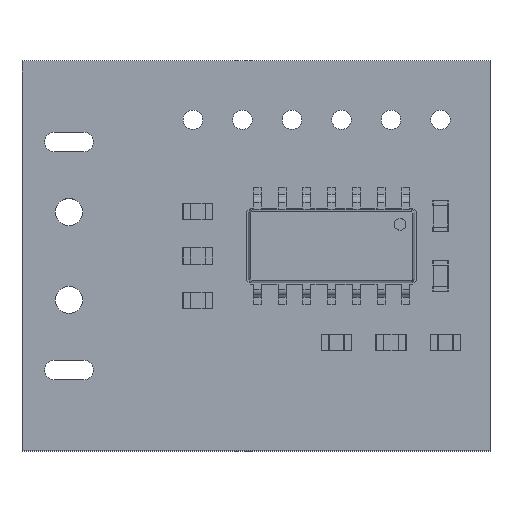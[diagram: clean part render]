
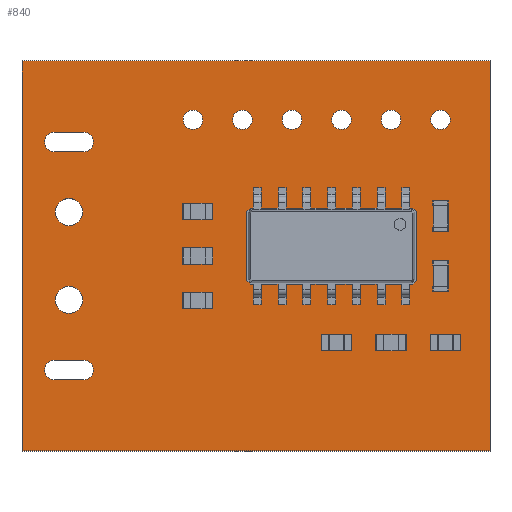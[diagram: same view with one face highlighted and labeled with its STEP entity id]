
A CAD part, top view. The second image highlights one B-rep face of the part: STEP entity #840.
In plain terms, the highlighted planar face has unit normal (0, 0, 1).
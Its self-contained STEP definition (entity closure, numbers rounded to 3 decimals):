
#69 = VERTEX_POINT('',#70);
#70 = CARTESIAN_POINT('',(130.175,-73.5,0.));
#87 = VERTEX_POINT('',#88);
#88 = CARTESIAN_POINT('',(130.175,-53.5,0.));
#94 = EDGE_CURVE('',#69,#87,#95,.T.);
#95 = LINE('',#96,#97);
#96 = CARTESIAN_POINT('',(130.175,-73.5,0.));
#97 = VECTOR('',#98,1.);
#98 = DIRECTION('',(0.,1.,0.));
#109 = VERTEX_POINT('',#110);
#110 = CARTESIAN_POINT('',(154.175,-73.5,0.));
#125 = EDGE_CURVE('',#109,#69,#126,.T.);
#126 = LINE('',#127,#128);
#127 = CARTESIAN_POINT('',(154.175,-73.5,0.));
#128 = VECTOR('',#129,1.);
#129 = DIRECTION('',(-1.,0.,0.));
#149 = VERTEX_POINT('',#150);
#150 = CARTESIAN_POINT('',(154.175,-53.5,0.));
#156 = EDGE_CURVE('',#87,#149,#157,.T.);
#157 = LINE('',#158,#159);
#158 = CARTESIAN_POINT('',(130.175,-53.5,0.));
#159 = VECTOR('',#160,1.);
#160 = DIRECTION('',(1.,0.,0.));
#178 = EDGE_CURVE('',#149,#109,#179,.T.);
#179 = LINE('',#180,#181);
#180 = CARTESIAN_POINT('',(154.175,-53.5,0.));
#181 = VECTOR('',#182,1.);
#182 = DIRECTION('',(0.,-1.,0.));
#193 = VERTEX_POINT('',#194);
#194 = CARTESIAN_POINT('',(149.598,-56.515,0.));
#210 = EDGE_CURVE('',#193,#193,#211,.T.);
#211 = CIRCLE('',#212,0.5);
#212 = AXIS2_PLACEMENT_3D('',#213,#214,#215);
#213 = CARTESIAN_POINT('',(149.098,-56.515,0.));
#214 = DIRECTION('',(0.,0.,1.));
#215 = DIRECTION('',(1.,0.,0.));
#226 = VERTEX_POINT('',#227);
#227 = CARTESIAN_POINT('',(147.058,-56.515,0.));
#243 = EDGE_CURVE('',#226,#226,#244,.T.);
#244 = CIRCLE('',#245,0.5);
#245 = AXIS2_PLACEMENT_3D('',#246,#247,#248);
#246 = CARTESIAN_POINT('',(146.558,-56.515,0.));
#247 = DIRECTION('',(0.,0.,1.));
#248 = DIRECTION('',(1.,0.,0.));
#259 = VERTEX_POINT('',#260);
#260 = CARTESIAN_POINT('',(139.438,-56.515,0.));
#276 = EDGE_CURVE('',#259,#259,#277,.T.);
#277 = CIRCLE('',#278,0.5);
#278 = AXIS2_PLACEMENT_3D('',#279,#280,#281);
#279 = CARTESIAN_POINT('',(138.938,-56.515,0.));
#280 = DIRECTION('',(0.,0.,1.));
#281 = DIRECTION('',(1.,0.,0.));
#292 = VERTEX_POINT('',#293);
#293 = CARTESIAN_POINT('',(141.978,-56.515,0.));
#309 = EDGE_CURVE('',#292,#292,#310,.T.);
#310 = CIRCLE('',#311,0.5);
#311 = AXIS2_PLACEMENT_3D('',#312,#313,#314);
#312 = CARTESIAN_POINT('',(141.478,-56.515,0.));
#313 = DIRECTION('',(0.,0.,1.));
#314 = DIRECTION('',(1.,0.,0.));
#325 = VERTEX_POINT('',#326);
#326 = CARTESIAN_POINT('',(144.518,-56.515,0.));
#342 = EDGE_CURVE('',#325,#325,#343,.T.);
#343 = CIRCLE('',#344,0.5);
#344 = AXIS2_PLACEMENT_3D('',#345,#346,#347);
#345 = CARTESIAN_POINT('',(144.018,-56.515,0.));
#346 = DIRECTION('',(0.,0.,1.));
#347 = DIRECTION('',(1.,0.,0.));
#358 = VERTEX_POINT('',#359);
#359 = CARTESIAN_POINT('',(133.838,-69.35,0.));
#377 = VERTEX_POINT('',#378);
#378 = CARTESIAN_POINT('',(133.338,-68.85,0.));
#384 = EDGE_CURVE('',#358,#377,#385,.T.);
#385 = CIRCLE('',#386,0.5);
#386 = AXIS2_PLACEMENT_3D('',#387,#388,#389);
#387 = CARTESIAN_POINT('',(133.338,-69.35,0.));
#388 = DIRECTION('',(0.,0.,1.));
#389 = DIRECTION('',(1.,0.,0.));
#400 = VERTEX_POINT('',#401);
#401 = CARTESIAN_POINT('',(133.338,-69.85,0.));
#417 = EDGE_CURVE('',#400,#358,#418,.T.);
#418 = CIRCLE('',#419,0.5);
#419 = AXIS2_PLACEMENT_3D('',#420,#421,#422);
#420 = CARTESIAN_POINT('',(133.338,-69.35,0.));
#421 = DIRECTION('',(0.,0.,1.));
#422 = DIRECTION('',(0.,-1.,0.));
#442 = VERTEX_POINT('',#443);
#443 = CARTESIAN_POINT('',(131.838,-68.85,0.));
#449 = EDGE_CURVE('',#377,#442,#450,.T.);
#450 = LINE('',#451,#452);
#451 = CARTESIAN_POINT('',(133.338,-68.85,0.));
#452 = VECTOR('',#453,1.);
#453 = DIRECTION('',(-1.,0.,0.));
#464 = VERTEX_POINT('',#465);
#465 = CARTESIAN_POINT('',(131.838,-69.85,0.));
#480 = EDGE_CURVE('',#464,#400,#481,.T.);
#481 = LINE('',#482,#483);
#482 = CARTESIAN_POINT('',(131.838,-69.85,0.));
#483 = VECTOR('',#484,1.);
#484 = DIRECTION('',(1.,0.,0.));
#505 = VERTEX_POINT('',#506);
#506 = CARTESIAN_POINT('',(131.338,-69.35,0.));
#512 = EDGE_CURVE('',#442,#505,#513,.T.);
#513 = CIRCLE('',#514,0.5);
#514 = AXIS2_PLACEMENT_3D('',#515,#516,#517);
#515 = CARTESIAN_POINT('',(131.838,-69.35,0.));
#516 = DIRECTION('',(0.,0.,1.));
#517 = DIRECTION('',(0.,1.,0.));
#536 = EDGE_CURVE('',#505,#464,#537,.T.);
#537 = CIRCLE('',#538,0.5);
#538 = AXIS2_PLACEMENT_3D('',#539,#540,#541);
#539 = CARTESIAN_POINT('',(131.838,-69.35,0.));
#540 = DIRECTION('',(0.,0.,1.));
#541 = DIRECTION('',(-1.,0.,0.));
#552 = VERTEX_POINT('',#553);
#553 = CARTESIAN_POINT('',(133.288,-65.75,0.));
#569 = EDGE_CURVE('',#552,#552,#570,.T.);
#570 = CIRCLE('',#571,0.7);
#571 = AXIS2_PLACEMENT_3D('',#572,#573,#574);
#572 = CARTESIAN_POINT('',(132.588,-65.75,0.));
#573 = DIRECTION('',(0.,0.,1.));
#574 = DIRECTION('',(1.,0.,0.));
#585 = VERTEX_POINT('',#586);
#586 = CARTESIAN_POINT('',(131.838,-57.15,0.));
#604 = VERTEX_POINT('',#605);
#605 = CARTESIAN_POINT('',(131.338,-57.65,0.));
#611 = EDGE_CURVE('',#585,#604,#612,.T.);
#612 = CIRCLE('',#613,0.5);
#613 = AXIS2_PLACEMENT_3D('',#614,#615,#616);
#614 = CARTESIAN_POINT('',(131.838,-57.65,0.));
#615 = DIRECTION('',(0.,0.,1.));
#616 = DIRECTION('',(0.,1.,0.));
#627 = VERTEX_POINT('',#628);
#628 = CARTESIAN_POINT('',(133.338,-57.15,0.));
#643 = EDGE_CURVE('',#627,#585,#644,.T.);
#644 = LINE('',#645,#646);
#645 = CARTESIAN_POINT('',(133.338,-57.15,0.));
#646 = VECTOR('',#647,1.);
#647 = DIRECTION('',(-1.,0.,0.));
#668 = VERTEX_POINT('',#669);
#669 = CARTESIAN_POINT('',(131.838,-58.15,0.));
#675 = EDGE_CURVE('',#604,#668,#676,.T.);
#676 = CIRCLE('',#677,0.5);
#677 = AXIS2_PLACEMENT_3D('',#678,#679,#680);
#678 = CARTESIAN_POINT('',(131.838,-57.65,0.));
#679 = DIRECTION('',(0.,0.,1.));
#680 = DIRECTION('',(-1.,0.,0.));
#691 = VERTEX_POINT('',#692);
#692 = CARTESIAN_POINT('',(133.838,-57.65,0.));
#708 = EDGE_CURVE('',#691,#627,#709,.T.);
#709 = CIRCLE('',#710,0.5);
#710 = AXIS2_PLACEMENT_3D('',#711,#712,#713);
#711 = CARTESIAN_POINT('',(133.338,-57.65,0.));
#712 = DIRECTION('',(0.,0.,1.));
#713 = DIRECTION('',(1.,0.,0.));
#733 = VERTEX_POINT('',#734);
#734 = CARTESIAN_POINT('',(133.338,-58.15,0.));
#740 = EDGE_CURVE('',#668,#733,#741,.T.);
#741 = LINE('',#742,#743);
#742 = CARTESIAN_POINT('',(131.838,-58.15,0.));
#743 = VECTOR('',#744,1.);
#744 = DIRECTION('',(1.,0.,0.));
#763 = EDGE_CURVE('',#733,#691,#764,.T.);
#764 = CIRCLE('',#765,0.5);
#765 = AXIS2_PLACEMENT_3D('',#766,#767,#768);
#766 = CARTESIAN_POINT('',(133.338,-57.65,0.));
#767 = DIRECTION('',(0.,0.,1.));
#768 = DIRECTION('',(0.,-1.,0.));
#779 = VERTEX_POINT('',#780);
#780 = CARTESIAN_POINT('',(133.288,-61.25,0.));
#796 = EDGE_CURVE('',#779,#779,#797,.T.);
#797 = CIRCLE('',#798,0.7);
#798 = AXIS2_PLACEMENT_3D('',#799,#800,#801);
#799 = CARTESIAN_POINT('',(132.588,-61.25,0.));
#800 = DIRECTION('',(0.,0.,1.));
#801 = DIRECTION('',(1.,0.,0.));
#812 = VERTEX_POINT('',#813);
#813 = CARTESIAN_POINT('',(152.138,-56.515,0.));
#829 = EDGE_CURVE('',#812,#812,#830,.T.);
#830 = CIRCLE('',#831,0.5);
#831 = AXIS2_PLACEMENT_3D('',#832,#833,#834);
#832 = CARTESIAN_POINT('',(151.638,-56.515,0.));
#833 = DIRECTION('',(0.,0.,1.));
#834 = DIRECTION('',(1.,0.,0.));
#840 = ADVANCED_FACE('',(#841,#847,#850,#853,#856,#859,#862,#870,#873,
    #881,#884),#887,.T.);
#841 = FACE_BOUND('',#842,.T.);
#842 = EDGE_LOOP('',(#843,#844,#845,#846));
#843 = ORIENTED_EDGE('',*,*,#94,.F.);
#844 = ORIENTED_EDGE('',*,*,#125,.F.);
#845 = ORIENTED_EDGE('',*,*,#178,.F.);
#846 = ORIENTED_EDGE('',*,*,#156,.F.);
#847 = FACE_BOUND('',#848,.T.);
#848 = EDGE_LOOP('',(#849));
#849 = ORIENTED_EDGE('',*,*,#210,.F.);
#850 = FACE_BOUND('',#851,.T.);
#851 = EDGE_LOOP('',(#852));
#852 = ORIENTED_EDGE('',*,*,#243,.F.);
#853 = FACE_BOUND('',#854,.T.);
#854 = EDGE_LOOP('',(#855));
#855 = ORIENTED_EDGE('',*,*,#276,.F.);
#856 = FACE_BOUND('',#857,.T.);
#857 = EDGE_LOOP('',(#858));
#858 = ORIENTED_EDGE('',*,*,#309,.F.);
#859 = FACE_BOUND('',#860,.T.);
#860 = EDGE_LOOP('',(#861));
#861 = ORIENTED_EDGE('',*,*,#342,.F.);
#862 = FACE_BOUND('',#863,.T.);
#863 = EDGE_LOOP('',(#864,#865,#866,#867,#868,#869));
#864 = ORIENTED_EDGE('',*,*,#384,.F.);
#865 = ORIENTED_EDGE('',*,*,#417,.F.);
#866 = ORIENTED_EDGE('',*,*,#480,.F.);
#867 = ORIENTED_EDGE('',*,*,#536,.F.);
#868 = ORIENTED_EDGE('',*,*,#512,.F.);
#869 = ORIENTED_EDGE('',*,*,#449,.F.);
#870 = FACE_BOUND('',#871,.T.);
#871 = EDGE_LOOP('',(#872));
#872 = ORIENTED_EDGE('',*,*,#569,.F.);
#873 = FACE_BOUND('',#874,.T.);
#874 = EDGE_LOOP('',(#875,#876,#877,#878,#879,#880));
#875 = ORIENTED_EDGE('',*,*,#611,.F.);
#876 = ORIENTED_EDGE('',*,*,#643,.F.);
#877 = ORIENTED_EDGE('',*,*,#708,.F.);
#878 = ORIENTED_EDGE('',*,*,#763,.F.);
#879 = ORIENTED_EDGE('',*,*,#740,.F.);
#880 = ORIENTED_EDGE('',*,*,#675,.F.);
#881 = FACE_BOUND('',#882,.T.);
#882 = EDGE_LOOP('',(#883));
#883 = ORIENTED_EDGE('',*,*,#796,.F.);
#884 = FACE_BOUND('',#885,.T.);
#885 = EDGE_LOOP('',(#886));
#886 = ORIENTED_EDGE('',*,*,#829,.F.);
#887 = PLANE('',#888);
#888 = AXIS2_PLACEMENT_3D('',#889,#890,#891);
#889 = CARTESIAN_POINT('',(130.175,-73.5,0.));
#890 = DIRECTION('',(0.,0.,1.));
#891 = DIRECTION('',(1.,0.,0.));
